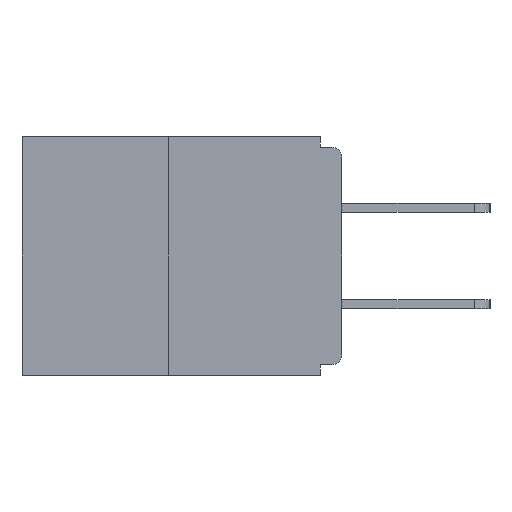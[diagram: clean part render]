
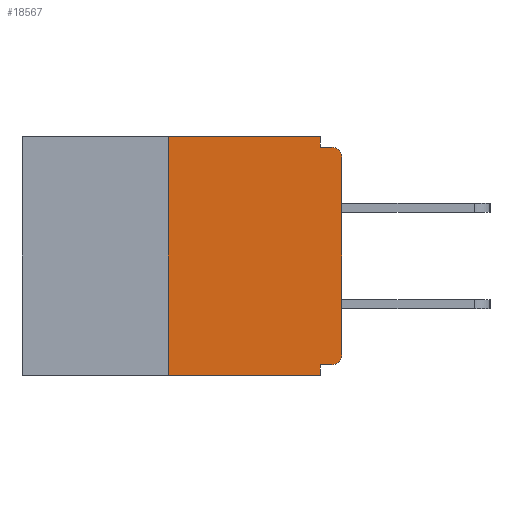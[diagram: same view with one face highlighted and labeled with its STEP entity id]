
A CAD part, left-side view. The second image highlights one B-rep face of the part: STEP entity #18567.
In plain terms, the highlighted planar face has unit normal (-1, 0, 0).
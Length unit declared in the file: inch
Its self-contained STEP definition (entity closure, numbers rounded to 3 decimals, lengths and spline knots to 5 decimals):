
#233 = ORIENTED_EDGE ( 'NONE', *, *, #10202, .F. ) ;
#371 = DIRECTION ( 'NONE',  ( 0., 0., 1. ) ) ;
#1198 = DIRECTION ( 'NONE',  ( -1., 0., 0. ) ) ;
#2286 = LINE ( 'NONE', #19906, #4980 ) ;
#2371 = CARTESIAN_POINT ( 'NONE',  ( 0., 0.46, 0. ) ) ;
#3012 = CARTESIAN_POINT ( 'NONE',  ( 0., 0.031, 0. ) ) ;
#3118 = LINE ( 'NONE', #25941, #10563 ) ;
#3416 = VECTOR ( 'NONE', #6623, 39.37008 ) ;
#3470 = ORIENTED_EDGE ( 'NONE', *, *, #7695, .F. ) ;
#3686 = VERTEX_POINT ( 'NONE', #13373 ) ;
#4176 = DIRECTION ( 'NONE',  ( 0., 0., -1. ) ) ;
#4672 = FACE_OUTER_BOUND ( 'NONE', #9244, .T. ) ;
#4980 = VECTOR ( 'NONE', #9251, 39.37008 ) ;
#4993 = EDGE_CURVE ( 'NONE', #21935, #21348, #8772, .T. ) ;
#6037 = VERTEX_POINT ( 'NONE', #27508 ) ;
#6243 = VECTOR ( 'NONE', #17960, 39.37008 ) ;
#6623 = DIRECTION ( 'NONE',  ( 0., -1., 0. ) ) ;
#6884 = CARTESIAN_POINT ( 'NONE',  ( 0., 0.031, -0.343 ) ) ;
#7695 = EDGE_CURVE ( 'NONE', #26248, #10889, #9615, .T. ) ;
#7713 = ORIENTED_EDGE ( 'NONE', *, *, #12631, .F. ) ;
#8067 = VECTOR ( 'NONE', #17562, 39.37008 ) ;
#8292 = CARTESIAN_POINT ( 'NONE',  ( 0., 0.015, -0.015 ) ) ;
#8347 = DIRECTION ( 'NONE',  ( 0., -1., 0. ) ) ;
#8772 = CIRCLE ( 'NONE', #21143, 0.015 ) ;
#8864 = LINE ( 'NONE', #20943, #12243 ) ;
#9162 = LINE ( 'NONE', #2371, #3416 ) ;
#9244 = EDGE_LOOP ( 'NONE', ( #26215, #15916, #18980, #7713, #27757, #17325, #27015, #23453, #233, #3470 ) ) ;
#9251 = DIRECTION ( 'NONE',  ( 0., -1., 0. ) ) ;
#9289 = EDGE_CURVE ( 'NONE', #3686, #23889, #21225, .T. ) ;
#9322 = LINE ( 'NONE', #18818, #11001 ) ;
#9615 = LINE ( 'NONE', #3012, #6243 ) ;
#10202 = EDGE_CURVE ( 'NONE', #10889, #21348, #2286, .T. ) ;
#10563 = VECTOR ( 'NONE', #4176, 39.37008 ) ;
#10889 = VERTEX_POINT ( 'NONE', #24718 ) ;
#11001 = VECTOR ( 'NONE', #8347, 39.37008 ) ;
#11220 = VERTEX_POINT ( 'NONE', #25720 ) ;
#11683 = CARTESIAN_POINT ( 'NONE',  ( 0., 0.46, 0. ) ) ;
#11967 = CARTESIAN_POINT ( 'NONE',  ( 0., 0.015, -0.03 ) ) ;
#12243 = VECTOR ( 'NONE', #21046, 39.37008 ) ;
#12534 = EDGE_CURVE ( 'NONE', #3686, #23470, #8864, .T. ) ;
#12631 = EDGE_CURVE ( 'NONE', #23470, #25433, #3118, .T. ) ;
#13373 = CARTESIAN_POINT ( 'NONE',  ( 0., 0.015, -0.328 ) ) ;
#15503 = CARTESIAN_POINT ( 'NONE',  ( 0., 0.015, -0.313 ) ) ;
#15838 = CARTESIAN_POINT ( 'NONE',  ( 0., 0., -0.03 ) ) ;
#15916 = ORIENTED_EDGE ( 'NONE', *, *, #23033, .F. ) ;
#16272 = VECTOR ( 'NONE', #371, 39.37008 ) ;
#16317 = DIRECTION ( 'NONE',  ( 0., 0., -1. ) ) ;
#16480 = EDGE_CURVE ( 'NONE', #6037, #26248, #9162, .T. ) ;
#17325 = ORIENTED_EDGE ( 'NONE', *, *, #9289, .T. ) ;
#17326 = DIRECTION ( 'NONE',  ( -1., 0., 0. ) ) ;
#17562 = DIRECTION ( 'NONE',  ( 0., 0., 1. ) ) ;
#17960 = DIRECTION ( 'NONE',  ( 0., 0., -1. ) ) ;
#18215 = PLANE ( 'NONE',  #27407 ) ;
#18567 = ADVANCED_FACE ( 'NONE', ( #4672 ), #18215, .F. ) ;
#18818 = CARTESIAN_POINT ( 'NONE',  ( 0., 0.46, -0.343 ) ) ;
#18980 = ORIENTED_EDGE ( 'NONE', *, *, #20053, .T. ) ;
#19906 = CARTESIAN_POINT ( 'NONE',  ( 0., 0., -0.015 ) ) ;
#19968 = LINE ( 'NONE', #26244, #16272 ) ;
#20053 = EDGE_CURVE ( 'NONE', #11220, #25433, #9322, .T. ) ;
#20641 = DIRECTION ( 'NONE',  ( 0., 0., -1. ) ) ;
#20943 = CARTESIAN_POINT ( 'NONE',  ( 0., 0., -0.328 ) ) ;
#21046 = DIRECTION ( 'NONE',  ( 0., 1., 0. ) ) ;
#21143 = AXIS2_PLACEMENT_3D ( 'NONE', #11967, #1198, #16317 ) ;
#21225 = CIRCLE ( 'NONE', #27242, 0.015 ) ;
#21348 = VERTEX_POINT ( 'NONE', #8292 ) ;
#21446 = CARTESIAN_POINT ( 'NONE',  ( 0., 0.031, -0.328 ) ) ;
#21836 = DIRECTION ( 'NONE',  ( 0., 0., -1. ) ) ;
#21935 = VERTEX_POINT ( 'NONE', #15838 ) ;
#22223 = CARTESIAN_POINT ( 'NONE',  ( 0., 0., -0.313 ) ) ;
#23033 = EDGE_CURVE ( 'NONE', #11220, #6037, #19968, .T. ) ;
#23453 = ORIENTED_EDGE ( 'NONE', *, *, #4993, .T. ) ;
#23470 = VERTEX_POINT ( 'NONE', #21446 ) ;
#23889 = VERTEX_POINT ( 'NONE', #22223 ) ;
#24202 = CARTESIAN_POINT ( 'NONE',  ( 0., 0., 0. ) ) ;
#24718 = CARTESIAN_POINT ( 'NONE',  ( 0., 0.031, -0.015 ) ) ;
#24731 = CARTESIAN_POINT ( 'NONE',  ( 0., 0.031, 0. ) ) ;
#25424 = EDGE_CURVE ( 'NONE', #23889, #21935, #27717, .T. ) ;
#25433 = VERTEX_POINT ( 'NONE', #6884 ) ;
#25720 = CARTESIAN_POINT ( 'NONE',  ( 0., 0.25, -0.343 ) ) ;
#25941 = CARTESIAN_POINT ( 'NONE',  ( 0., 0.031, -0.343 ) ) ;
#26215 = ORIENTED_EDGE ( 'NONE', *, *, #16480, .F. ) ;
#26244 = CARTESIAN_POINT ( 'NONE',  ( 0., 0.25, 0. ) ) ;
#26248 = VERTEX_POINT ( 'NONE', #24731 ) ;
#26851 = DIRECTION ( 'NONE',  ( 1., 0., 0. ) ) ;
#27015 = ORIENTED_EDGE ( 'NONE', *, *, #25424, .T. ) ;
#27242 = AXIS2_PLACEMENT_3D ( 'NONE', #15503, #17326, #21836 ) ;
#27407 = AXIS2_PLACEMENT_3D ( 'NONE', #11683, #26851, #20641 ) ;
#27508 = CARTESIAN_POINT ( 'NONE',  ( 0., 0.25, 0. ) ) ;
#27717 = LINE ( 'NONE', #24202, #8067 ) ;
#27757 = ORIENTED_EDGE ( 'NONE', *, *, #12534, .F. ) ;
